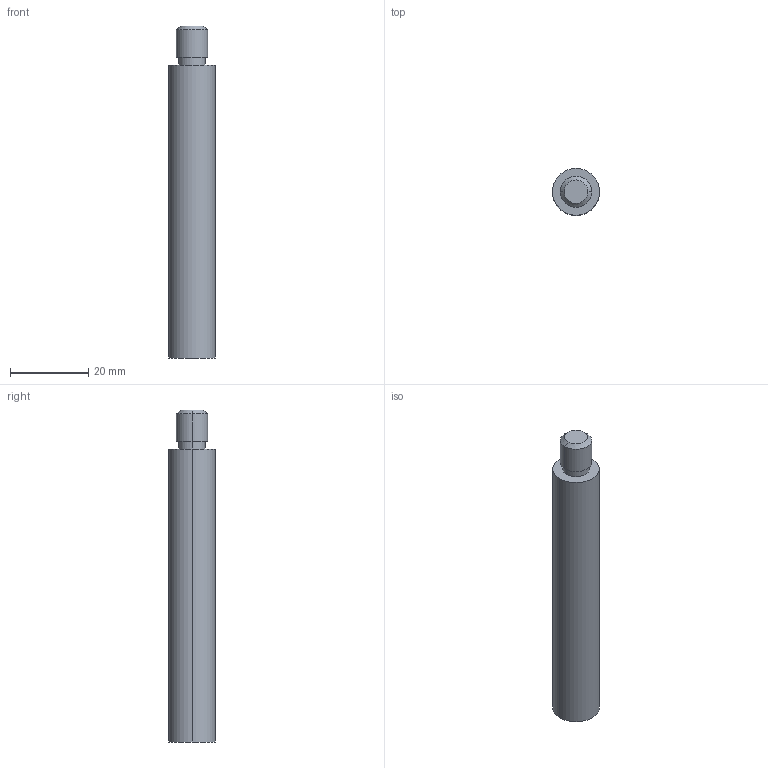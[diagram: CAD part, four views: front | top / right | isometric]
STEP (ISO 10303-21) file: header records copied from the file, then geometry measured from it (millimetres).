
FILE_DESCRIPTION (( 'STEP AP203' ), '1' );
FILE_NAME ('A_0813-075-12Z.STEP', '2019-05-06T12:52:04', ( '' ), ( '' ), 'SwSTEP 2.0', 'SolidWorks 2013', '' );
FILE_SCHEMA (( 'CONFIG_CONTROL_DESIGN' ));
Length unit declared in the file: millimetre
Products named in the file (1): A_0813-075-12Z
Bounding box: 12 x 12 x 85 mm (x, y, z)
Volume: 8945.5 mm3; surface area: 3309.3 mm2
Topology: 1 solids, 1 shells, 12 faces, 22 edges, 14 vertices
Faces by surface type: cylinder 6, plane 4, cone 2
Entity records: 381 total; most frequent: DIRECTION 62, CARTESIAN_POINT 49, ORIENTED_EDGE 44, AXIS2_PLACEMENT_3D 27, EDGE_CURVE 22, CIRCLE 14, EDGE_LOOP 14, VERTEX_POINT 14
